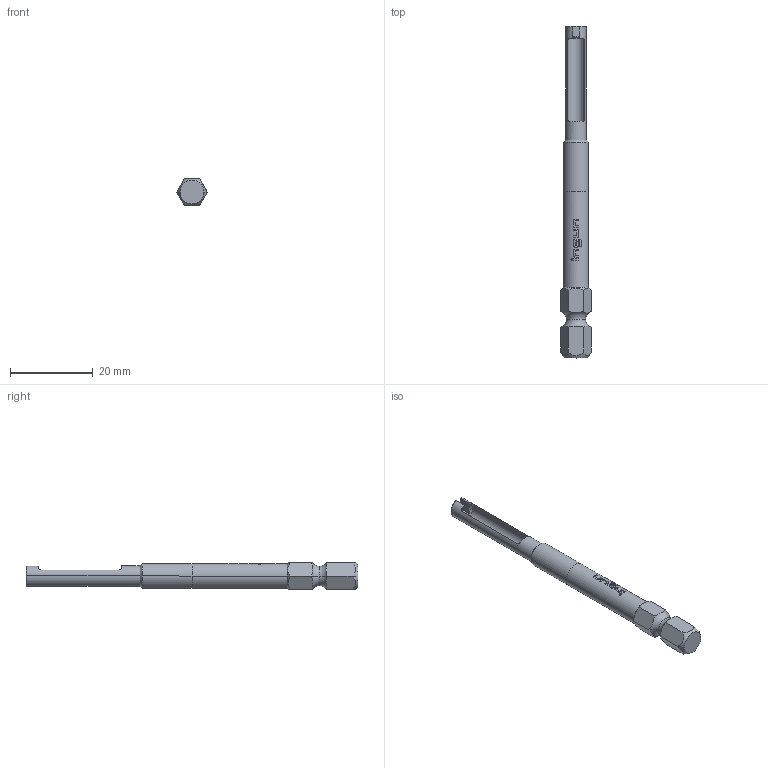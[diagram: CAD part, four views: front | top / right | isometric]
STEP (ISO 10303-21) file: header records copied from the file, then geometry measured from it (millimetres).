
FILE_DESCRIPTION (( 'STEP AP203' ), '1' );
FILE_NAME ('INGUN_BIT-VF4_M.STEP', '2022-03-09T14:46:10', ( 'ochi' ), ( '' ), 'SwSTEP 2.0', 'SolidWorks 2018', '' );
FILE_SCHEMA (( 'CONFIG_CONTROL_DESIGN' ));
Length unit declared in the file: millimetre
Products named in the file (1): INGUN_BIT-VF4_M
Bounding box: 7.33 x 80 x 6.35 mm (x, y, z)
Volume: 1643.1 mm3; surface area: 1752.1 mm2
Topology: 1 solids, 1 shells, 127 faces, 327 edges, 208 vertices
Faces by surface type: plane 67, bspline 22, cylinder 20, cone 14, torus 4
Entity records: 4458 total; most frequent: CARTESIAN_POINT 1552, ORIENTED_EDGE 654, DIRECTION 485, EDGE_CURVE 327, VERTEX_POINT 208, AXIS2_PLACEMENT_3D 181, EDGE_LOOP 133, B_SPLINE_CURVE_WITH_KNOTS 129
